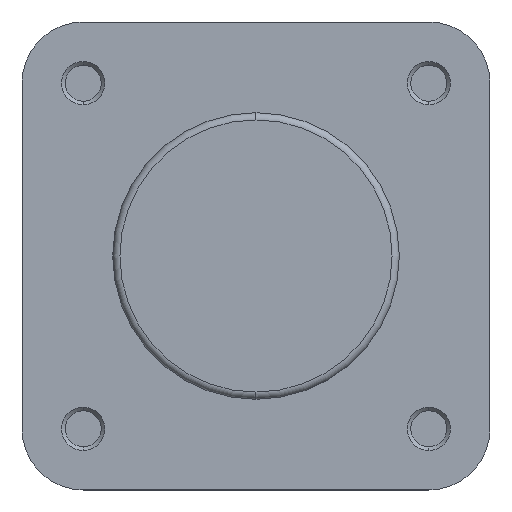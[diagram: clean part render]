
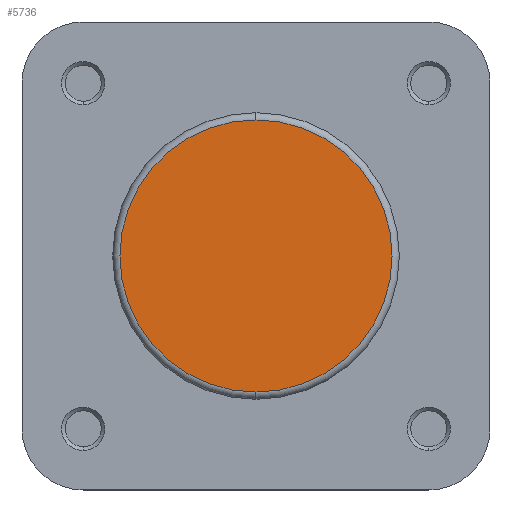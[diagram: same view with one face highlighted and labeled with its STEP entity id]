
A CAD part, left-side view. The second image highlights one B-rep face of the part: STEP entity #5736.
In plain terms, the highlighted planar face has unit normal (-1, 0, 0).
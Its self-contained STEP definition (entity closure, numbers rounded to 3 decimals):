
#441 = EDGE_CURVE ( 'NONE', #5996, #5649, #1798, .T. ) ;
#497 = EDGE_CURVE ( 'NONE', #5649, #5996, #1883, .T. ) ;
#862 = ORIENTED_EDGE ( 'NONE', *, *, #441, .T. ) ;
#863 = ORIENTED_EDGE ( 'NONE', *, *, #497, .T. ) ;
#1202 = EDGE_LOOP ( 'NONE', ( #863, #862 ) ) ;
#1798 = CIRCLE ( 'NONE', #4126, 18.9 ) ;
#1883 = CIRCLE ( 'NONE', #4155, 18.9 ) ;
#2893 = CARTESIAN_POINT ( 'NONE',  ( 21., 0., 0. ) ) ;
#2894 = DIRECTION ( 'NONE',  ( -1., 0., 0. ) ) ;
#2895 = DIRECTION ( 'NONE',  ( 0., 0., -1. ) ) ;
#3029 = CARTESIAN_POINT ( 'NONE',  ( 21., 0., 0. ) ) ;
#3036 = DIRECTION ( 'NONE',  ( -1., 0., 0. ) ) ;
#3037 = DIRECTION ( 'NONE',  ( 0., 0., -1. ) ) ;
#3492 = FACE_OUTER_BOUND ( 'NONE', #1202, .T. ) ;
#4126 = AXIS2_PLACEMENT_3D ( 'NONE', #2893, #2894, #2895 ) ;
#4155 = AXIS2_PLACEMENT_3D ( 'NONE', #3029, #3036, #3037 ) ;
#4188 = AXIS2_PLACEMENT_3D ( 'NONE', #4606, #4609, #4610 ) ;
#4467 = CARTESIAN_POINT ( 'NONE',  ( 21., 0., -18.9 ) ) ;
#4606 = CARTESIAN_POINT ( 'NONE',  ( 21., 19.9, 0. ) ) ;
#4607 = PLANE ( 'NONE',  #4188 ) ;
#4609 = DIRECTION ( 'NONE',  ( 1., 0., 0. ) ) ;
#4610 = DIRECTION ( 'NONE',  ( 0., 0., -1. ) ) ;
#5340 = CARTESIAN_POINT ( 'NONE',  ( 21., 0., 18.9 ) ) ;
#5649 = VERTEX_POINT ( 'NONE', #4467 ) ;
#5736 = ADVANCED_FACE ( 'NONE', ( #3492 ), #4607, .F. ) ;
#5996 = VERTEX_POINT ( 'NONE', #5340 ) ;
